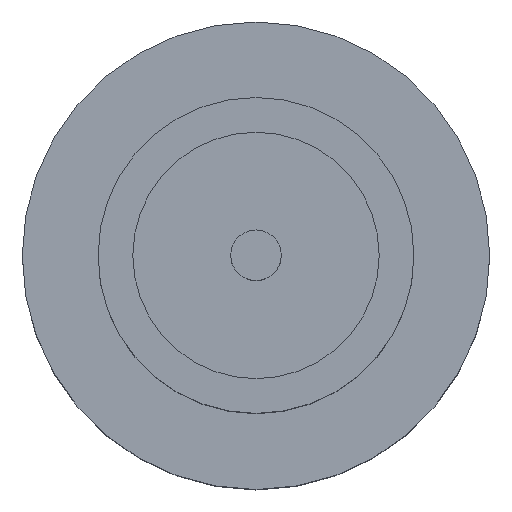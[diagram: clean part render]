
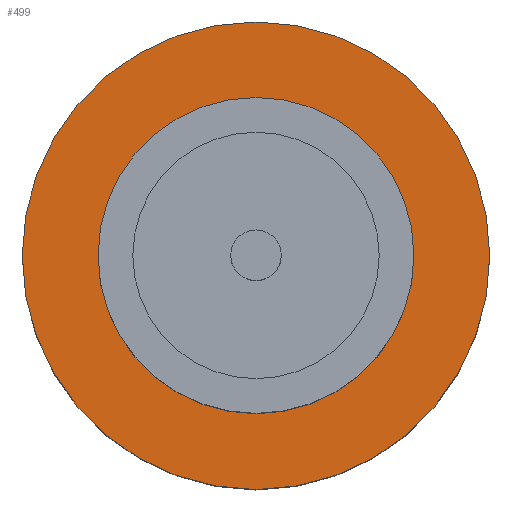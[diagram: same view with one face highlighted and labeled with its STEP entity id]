
A CAD part, top view. The second image highlights one B-rep face of the part: STEP entity #499.
In plain terms, the highlighted planar face has unit normal (0, 0, 1).
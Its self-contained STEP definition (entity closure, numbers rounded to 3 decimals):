
#8 = DIRECTION ( 'NONE',  ( 0., 0., 1. ) ) ;
#97 = DIRECTION ( 'NONE',  ( 0., 0., 1. ) ) ;
#117 = VERTEX_POINT ( 'NONE', #221 ) ;
#126 = EDGE_LOOP ( 'NONE', ( #277, #592 ) ) ;
#145 = VERTEX_POINT ( 'NONE', #354 ) ;
#149 = CARTESIAN_POINT ( 'NONE',  ( 0., 0., 1.55 ) ) ;
#155 = CARTESIAN_POINT ( 'NONE',  ( -1.25, 0., 1.55 ) ) ;
#159 = AXIS2_PLACEMENT_3D ( 'NONE', #558, #97, #355 ) ;
#170 = CIRCLE ( 'NONE', #159, 1.85 ) ;
#215 = DIRECTION ( 'NONE',  ( 0., 0., 1. ) ) ;
#221 = CARTESIAN_POINT ( 'NONE',  ( 1.85, 0., 1.55 ) ) ;
#252 = CARTESIAN_POINT ( 'NONE',  ( 0., 0., 1.55 ) ) ;
#257 = EDGE_CURVE ( 'NONE', #117, #452, #435, .T. ) ;
#258 = CARTESIAN_POINT ( 'NONE',  ( 0., 0., 1.55 ) ) ;
#264 = EDGE_LOOP ( 'NONE', ( #419, #487 ) ) ;
#277 = ORIENTED_EDGE ( 'NONE', *, *, #795, .F. ) ;
#290 = AXIS2_PLACEMENT_3D ( 'NONE', #149, #215, #755 ) ;
#354 = CARTESIAN_POINT ( 'NONE',  ( 1.25, 0., 1.55 ) ) ;
#355 = DIRECTION ( 'NONE',  ( 1., 0., 0. ) ) ;
#374 = CIRCLE ( 'NONE', #521, 1.25 ) ;
#391 = PLANE ( 'NONE',  #816 ) ;
#394 = CIRCLE ( 'NONE', #290, 1.25 ) ;
#419 = ORIENTED_EDGE ( 'NONE', *, *, #647, .T. ) ;
#435 = CIRCLE ( 'NONE', #514, 1.85 ) ;
#452 = VERTEX_POINT ( 'NONE', #773 ) ;
#459 = FACE_BOUND ( 'NONE', #126, .T. ) ;
#487 = ORIENTED_EDGE ( 'NONE', *, *, #257, .T. ) ;
#499 = ADVANCED_FACE ( 'NONE', ( #459, #512 ), #391, .T. ) ;
#512 = FACE_OUTER_BOUND ( 'NONE', #264, .T. ) ;
#514 = AXIS2_PLACEMENT_3D ( 'NONE', #252, #584, #523 ) ;
#516 = DIRECTION ( 'NONE',  ( 1., 0., 0. ) ) ;
#520 = CARTESIAN_POINT ( 'NONE',  ( 0., 0., 1.55 ) ) ;
#521 = AXIS2_PLACEMENT_3D ( 'NONE', #258, #655, #591 ) ;
#523 = DIRECTION ( 'NONE',  ( 1., 0., 0. ) ) ;
#558 = CARTESIAN_POINT ( 'NONE',  ( 0., 0., 1.55 ) ) ;
#584 = DIRECTION ( 'NONE',  ( 0., 0., 1. ) ) ;
#591 = DIRECTION ( 'NONE',  ( 1., 0., 0. ) ) ;
#592 = ORIENTED_EDGE ( 'NONE', *, *, #633, .F. ) ;
#633 = EDGE_CURVE ( 'NONE', #652, #145, #394, .T. ) ;
#647 = EDGE_CURVE ( 'NONE', #452, #117, #170, .T. ) ;
#652 = VERTEX_POINT ( 'NONE', #155 ) ;
#655 = DIRECTION ( 'NONE',  ( 0., 0., 1. ) ) ;
#755 = DIRECTION ( 'NONE',  ( 1., 0., 0. ) ) ;
#773 = CARTESIAN_POINT ( 'NONE',  ( -1.85, 0., 1.55 ) ) ;
#795 = EDGE_CURVE ( 'NONE', #145, #652, #374, .T. ) ;
#816 = AXIS2_PLACEMENT_3D ( 'NONE', #520, #8, #516 ) ;
